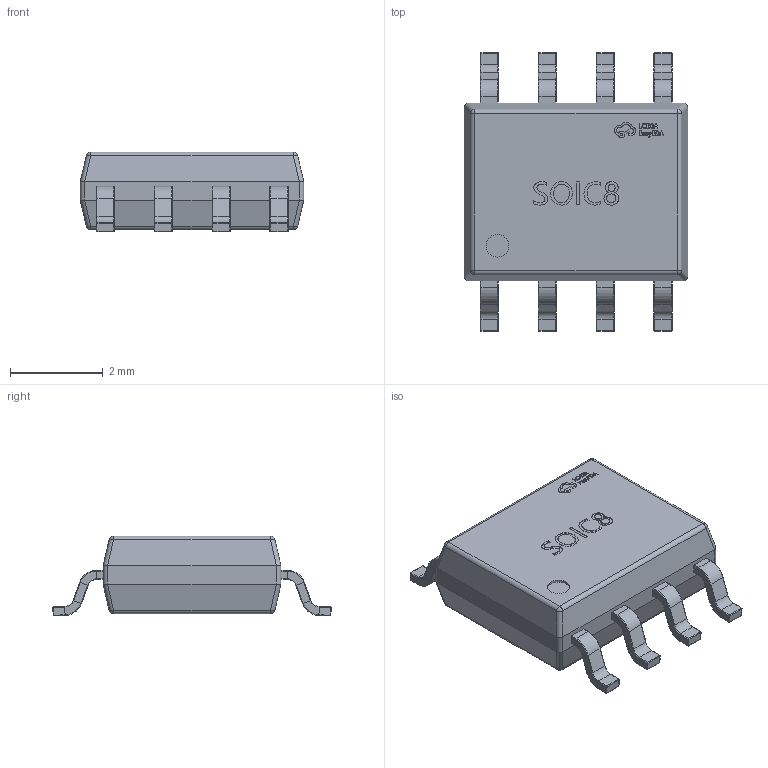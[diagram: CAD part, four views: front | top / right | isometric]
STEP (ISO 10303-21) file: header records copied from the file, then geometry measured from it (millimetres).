
FILE_DESCRIPTION(/* description */ (''),/* implementation_level */ '2;1');
FILE_NAME(/* name */ 'U1~SOIC-8_L4.9-W3.9-P1.27-LS6.0-BL~SOIC-8_L4.9-W3.9-H1.7-LS6.0-P1.27~ntEm.step',/* time_stamp */ '2025-04-03T01:53:41+08:00',/* author */ (''),/* organization */ (''),/* preprocessor_version */ 'ST-DEVELOPER v20.1',/* originating_system */ 'Autodesk Translation Framework v14.4.0.0',/* authorisation */ '');
FILE_SCHEMA (('AUTOMOTIVE_DESIGN { 1 0 10303 214 3 1 1 }'));
Length unit declared in the file: millimetre
Products named in the file (2): U1~SOIC-8_L4.9-W3.9-P1.27-LS6.0-BL~SOIC-8_L4.9-W3.9-H1.7-LS6.0-P1.27~
ntEm; SOIC-8_L4.9-W3.9-P1.27-LS6.0-BL~SOIC-8_L4.9-W3.9-H1.7-LS6.0-P1.27~ntE
m
Assembly tree (1 placements, depth 2):
  U1~SOIC-8_L4.9-W3.9-P1.27-LS6.0-BL~SOIC-8_L4.9-W3.9-H1.7-LS6.0-P1.27~
ntEm
    SOIC-8_L4.9-W3.9-P1.27-LS6.0-BL~SOIC-8_L4.9-W3.9-H1.7-LS6.0-P1.27~ntE
m
Bounding box: 4.82 x 6 x 1.72 mm (x, y, z)
Volume: 30.1 mm3; surface area: 75.3 mm2
Topology: 22 solids, 22 shells, 790 faces, 1834 edges, 1092 vertices
Faces by surface type: plane 349, cylinder 181, bspline 156, torus 64, sphere 40
Full cylindrical faces by diameter (mm): 0.491 x1
Entity records: 25763 total; most frequent: CARTESIAN_POINT 8405, ORIENTED_EDGE 3644, DIRECTION 3406, EDGE_CURVE 1822, AXIS2_PLACEMENT_3D 1169, VERTEX_POINT 1092, LINE 1068, VECTOR 1068
